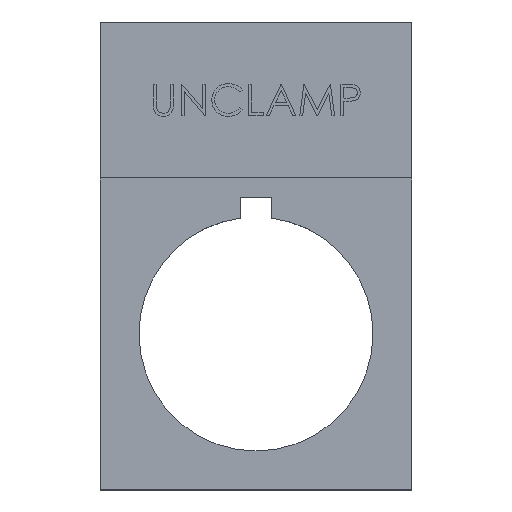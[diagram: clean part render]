
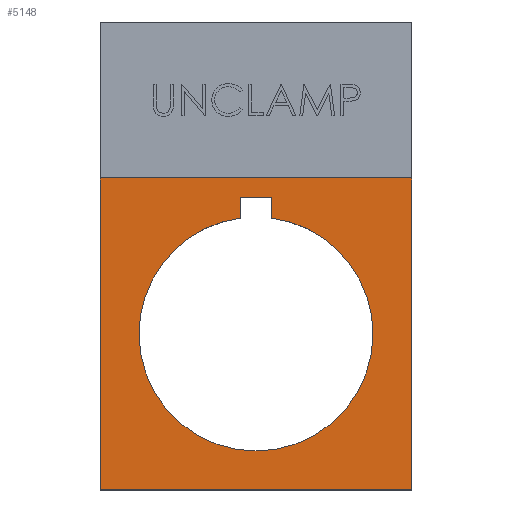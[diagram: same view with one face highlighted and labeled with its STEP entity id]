
A CAD part, top view. The second image highlights one B-rep face of the part: STEP entity #5148.
In plain terms, the highlighted planar face has unit normal (0, 0, 1).
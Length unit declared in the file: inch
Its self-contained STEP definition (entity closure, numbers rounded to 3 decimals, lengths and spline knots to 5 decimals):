
#90 = EDGE_CURVE ( 'NONE', #5071, #4045, #2108, .T. ) ;
#171 = CARTESIAN_POINT ( 'NONE',  ( 0.05906, 0.5177, 0.01969 ) ) ;
#192 = EDGE_CURVE ( 'NONE', #5169, #5071, #4558, .T. ) ;
#203 = EDGE_CURVE ( 'NONE', #3480, #5169, #4566, .T. ) ;
#271 = VERTEX_POINT ( 'NONE', #4607 ) ;
#275 = CARTESIAN_POINT ( 'NONE',  ( 0.59055, 0.59055, 0.01969 ) ) ;
#669 = ORIENTED_EDGE ( 'NONE', *, *, #3553, .F. ) ;
#792 = CARTESIAN_POINT ( 'NONE',  ( -0.19685, 0.59055, 0.01969 ) ) ;
#809 = CARTESIAN_POINT ( 'NONE',  ( -0.59055, 0.59055, 0.01969 ) ) ;
#832 = VECTOR ( 'NONE', #4797, 39.37008 ) ;
#860 = ORIENTED_EDGE ( 'NONE', *, *, #4159, .T. ) ;
#912 = CARTESIAN_POINT ( 'NONE',  ( -0.05906, 0.5177, 0.01969 ) ) ;
#1100 = DIRECTION ( 'NONE',  ( 0., 1., 0. ) ) ;
#1119 = ORIENTED_EDGE ( 'NONE', *, *, #192, .T. ) ;
#1262 = EDGE_CURVE ( 'NONE', #2782, #2571, #5292, .T. ) ;
#1581 = ORIENTED_EDGE ( 'NONE', *, *, #90, .T. ) ;
#1643 = CARTESIAN_POINT ( 'NONE',  ( 0.59055, -0.59055, 0.01969 ) ) ;
#1644 = CARTESIAN_POINT ( 'NONE',  ( 0.19685, 0.59055, 0.01969 ) ) ;
#1675 = DIRECTION ( 'NONE',  ( 0., -1., 0. ) ) ;
#1698 = LINE ( 'NONE', #5697, #3848 ) ;
#1827 = CARTESIAN_POINT ( 'NONE',  ( -0.59055, 0.59055, 0.01969 ) ) ;
#1913 = CIRCLE ( 'NONE', #2603, 0.44291 ) ;
#1922 = AXIS2_PLACEMENT_3D ( 'NONE', #3994, #5855, #2227 ) ;
#2047 = ORIENTED_EDGE ( 'NONE', *, *, #2133, .F. ) ;
#2108 = LINE ( 'NONE', #4165, #2184 ) ;
#2133 = EDGE_CURVE ( 'NONE', #271, #2782, #2791, .T. ) ;
#2184 = VECTOR ( 'NONE', #4206, 39.37008 ) ;
#2188 = CARTESIAN_POINT ( 'NONE',  ( 0., 0., 0.01969 ) ) ;
#2227 = DIRECTION ( 'NONE',  ( 1., 0., 0. ) ) ;
#2355 = DIRECTION ( 'NONE',  ( 0., 0., 1. ) ) ;
#2451 = VERTEX_POINT ( 'NONE', #1827 ) ;
#2472 = CARTESIAN_POINT ( 'NONE',  ( -0.05906, 0.5177, 0.01969 ) ) ;
#2503 = EDGE_LOOP ( 'NONE', ( #3219, #2047, #3063, #669 ) ) ;
#2571 = VERTEX_POINT ( 'NONE', #3774 ) ;
#2603 = AXIS2_PLACEMENT_3D ( 'NONE', #3006, #3917, #4855 ) ;
#2686 = ORIENTED_EDGE ( 'NONE', *, *, #5491, .T. ) ;
#2711 = DIRECTION ( 'NONE',  ( 0., 0., -1. ) ) ;
#2782 = VERTEX_POINT ( 'NONE', #3435 ) ;
#2791 = LINE ( 'NONE', #1643, #2940 ) ;
#2940 = VECTOR ( 'NONE', #3967, 39.37008 ) ;
#2972 = VERTEX_POINT ( 'NONE', #4896 ) ;
#3006 = CARTESIAN_POINT ( 'NONE',  ( 0., 0., 0.01969 ) ) ;
#3063 = ORIENTED_EDGE ( 'NONE', *, *, #5654, .T. ) ;
#3219 = ORIENTED_EDGE ( 'NONE', *, *, #1262, .F. ) ;
#3261 = EDGE_LOOP ( 'NONE', ( #1581, #5398, #860, #2686, #5400, #1119 ) ) ;
#3435 = CARTESIAN_POINT ( 'NONE',  ( 0.59055, -0.59055, 0.01969 ) ) ;
#3448 = VECTOR ( 'NONE', #5576, 39.37008 ) ;
#3480 = VERTEX_POINT ( 'NONE', #4153 ) ;
#3493 = B_SPLINE_CURVE_WITH_KNOTS ( 'NONE', 3,
 ( #275, #1644, #792, #809 ),
 .UNSPECIFIED., .F., .F.,
 ( 4, 4 ),
 ( 0., 1. ),
 .UNSPECIFIED. ) ;
#3553 = EDGE_CURVE ( 'NONE', #2571, #2451, #4891, .T. ) ;
#3688 = PLANE ( 'NONE',  #4811 ) ;
#3774 = CARTESIAN_POINT ( 'NONE',  ( -0.59055, -0.59055, 0.01969 ) ) ;
#3800 = CARTESIAN_POINT ( 'NONE',  ( -0.59055, 1.1811, 0.01969 ) ) ;
#3848 = VECTOR ( 'NONE', #1675, 39.37008 ) ;
#3917 = DIRECTION ( 'NONE',  ( 0., 0., -1. ) ) ;
#3967 = DIRECTION ( 'NONE',  ( 0., -1., 0. ) ) ;
#3994 = CARTESIAN_POINT ( 'NONE',  ( 0., 0., 0.01969 ) ) ;
#4033 = CARTESIAN_POINT ( 'NONE',  ( 0.44291, 0., 0.01969 ) ) ;
#4045 = VERTEX_POINT ( 'NONE', #171 ) ;
#4153 = CARTESIAN_POINT ( 'NONE',  ( -0.44291, 0., 0.01969 ) ) ;
#4159 = EDGE_CURVE ( 'NONE', #2972, #5760, #4239, .T. ) ;
#4165 = CARTESIAN_POINT ( 'NONE',  ( 0.05906, 0.5177, 0.01969 ) ) ;
#4175 = DIRECTION ( 'NONE',  ( 1., 0., 0. ) ) ;
#4206 = DIRECTION ( 'NONE',  ( 1., 0., 0. ) ) ;
#4239 = CIRCLE ( 'NONE', #1922, 0.44291 ) ;
#4357 = FACE_BOUND ( 'NONE', #3261, .T. ) ;
#4558 = LINE ( 'NONE', #2472, #5484 ) ;
#4566 = CIRCLE ( 'NONE', #5007, 0.44291 ) ;
#4607 = CARTESIAN_POINT ( 'NONE',  ( 0.59055, 0.59055, 0.01969 ) ) ;
#4610 = CARTESIAN_POINT ( 'NONE',  ( -0.05906, 0.43896, 0.01969 ) ) ;
#4616 = CARTESIAN_POINT ( 'NONE',  ( -0.59055, -0.59055, 0.01969 ) ) ;
#4797 = DIRECTION ( 'NONE',  ( 0., 1., 0. ) ) ;
#4811 = AXIS2_PLACEMENT_3D ( 'NONE', #5069, #2355, #4175 ) ;
#4855 = DIRECTION ( 'NONE',  ( 1., 0., 0. ) ) ;
#4891 = LINE ( 'NONE', #3800, #832 ) ;
#4896 = CARTESIAN_POINT ( 'NONE',  ( 0.05906, 0.43896, 0.01969 ) ) ;
#4951 = DIRECTION ( 'NONE',  ( 1., 0., 0. ) ) ;
#5007 = AXIS2_PLACEMENT_3D ( 'NONE', #2188, #2711, #4951 ) ;
#5069 = CARTESIAN_POINT ( 'NONE',  ( 0., 0.29528, 0.01969 ) ) ;
#5071 = VERTEX_POINT ( 'NONE', #912 ) ;
#5148 = ADVANCED_FACE ( 'NONE', ( #4357, #5713 ), #3688, .T. ) ;
#5169 = VERTEX_POINT ( 'NONE', #4610 ) ;
#5292 = LINE ( 'NONE', #4616, #3448 ) ;
#5398 = ORIENTED_EDGE ( 'NONE', *, *, #5575, .T. ) ;
#5400 = ORIENTED_EDGE ( 'NONE', *, *, #203, .T. ) ;
#5484 = VECTOR ( 'NONE', #1100, 39.37008 ) ;
#5491 = EDGE_CURVE ( 'NONE', #5760, #3480, #1913, .T. ) ;
#5575 = EDGE_CURVE ( 'NONE', #4045, #2972, #1698, .T. ) ;
#5576 = DIRECTION ( 'NONE',  ( -1., 0., 0. ) ) ;
#5654 = EDGE_CURVE ( 'NONE', #271, #2451, #3493, .T. ) ;
#5697 = CARTESIAN_POINT ( 'NONE',  ( 0.05906, 0.43896, 0.01969 ) ) ;
#5713 = FACE_OUTER_BOUND ( 'NONE', #2503, .T. ) ;
#5760 = VERTEX_POINT ( 'NONE', #4033 ) ;
#5855 = DIRECTION ( 'NONE',  ( 0., 0., -1. ) ) ;
